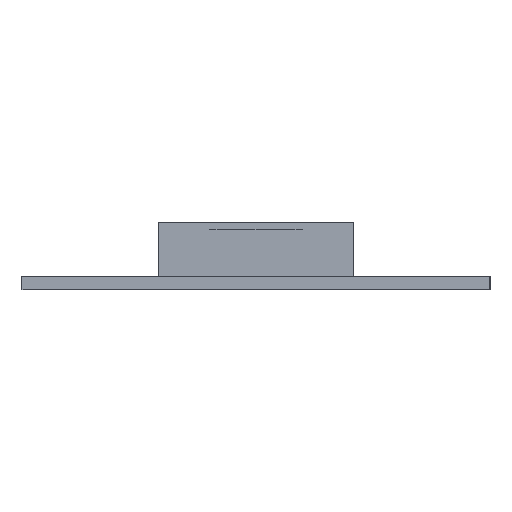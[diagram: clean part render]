
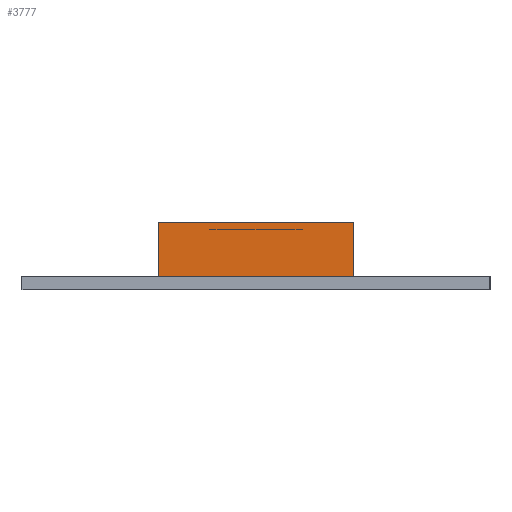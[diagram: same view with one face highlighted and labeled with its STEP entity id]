
A CAD part, left-side view. The second image highlights one B-rep face of the part: STEP entity #3777.
In plain terms, the highlighted planar face has unit normal (-1, 0, 0).
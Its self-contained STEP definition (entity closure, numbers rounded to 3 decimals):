
#267=PLANE('',#4085);
#497=FACE_OUTER_BOUND('',#758,.T.);
#758=EDGE_LOOP('',(#3356,#3357,#3358,#3359));
#1208=LINE('',#6121,#1636);
#1209=LINE('',#6124,#1637);
#1210=LINE('',#6126,#1638);
#1211=LINE('',#6127,#1639);
#1636=VECTOR('',#5072,10.);
#1637=VECTOR('',#5075,10.);
#1638=VECTOR('',#5076,10.);
#1639=VECTOR('',#5077,10.);
#2034=VERTEX_POINT('',#6115);
#2036=VERTEX_POINT('',#6119);
#2037=VERTEX_POINT('',#6123);
#2038=VERTEX_POINT('',#6125);
#2520=EDGE_CURVE('',#2034,#2036,#1208,.T.);
#2521=EDGE_CURVE('',#2034,#2037,#1209,.T.);
#2522=EDGE_CURVE('',#2038,#2036,#1210,.T.);
#2523=EDGE_CURVE('',#2037,#2038,#1211,.T.);
#3356=ORIENTED_EDGE('',*,*,#2521,.F.);
#3357=ORIENTED_EDGE('',*,*,#2520,.T.);
#3358=ORIENTED_EDGE('',*,*,#2522,.F.);
#3359=ORIENTED_EDGE('',*,*,#2523,.F.);
#3777=ADVANCED_FACE('',(#497),#267,.T.);
#4085=AXIS2_PLACEMENT_3D('',#6122,#5073,#5074);
#5072=DIRECTION('',(0.,0.,1.));
#5073=DIRECTION('center_axis',(-1.,0.,0.));
#5074=DIRECTION('ref_axis',(0.,-1.,0.));
#5075=DIRECTION('',(0.,1.,0.));
#5076=DIRECTION('',(0.,-1.,0.));
#5077=DIRECTION('',(0.,0.,1.));
#6115=CARTESIAN_POINT('',(1.,3.5,0.34));
#6119=CARTESIAN_POINT('',(1.,3.5,1.74));
#6121=CARTESIAN_POINT('',(1.,3.5,0.34));
#6122=CARTESIAN_POINT('Origin',(1.,8.5,0.34));
#6123=CARTESIAN_POINT('',(1.,8.5,0.34));
#6124=CARTESIAN_POINT('',(1.,7.25,0.34));
#6125=CARTESIAN_POINT('',(1.,8.5,1.74));
#6126=CARTESIAN_POINT('',(1.,7.25,1.74));
#6127=CARTESIAN_POINT('',(1.,8.5,0.34));
